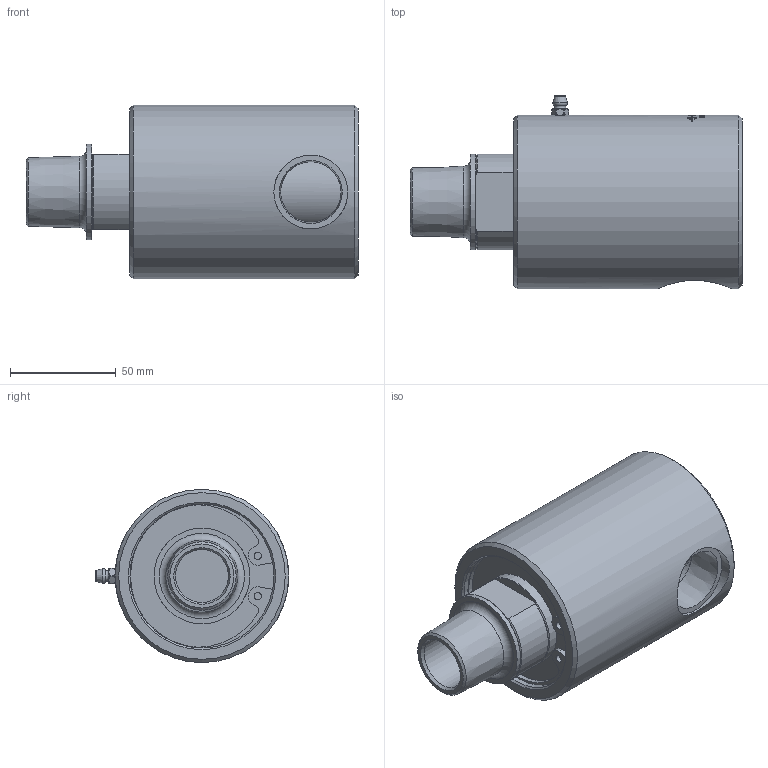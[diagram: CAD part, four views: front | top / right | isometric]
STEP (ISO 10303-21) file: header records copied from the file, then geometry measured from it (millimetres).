
FILE_DESCRIPTION(/* description */ (''),/* implementation_level */ '2;1');
FILE_NAME(/* name */ '355-021-003-IC.stp',/* time_stamp */ '2020-05-18T08:17:37-05:00',/* author */ ('Moorera'),/* organization */ (''),/* preprocessor_version */ 'ST-DEVELOPER v18.1',/* originating_system */ 'Autodesk Inventor 2020',/* authorisation */ '');
FILE_SCHEMA (('AUTOMOTIVE_DESIGN { 1 0 10303 214 3 1 1 }'));
Products named in the file (1): 355-021-003-IC
Bounding box: 157.04 x 91.41 x 82 mm (x, y, z)
Volume: 568747.2 mm3; surface area: 54581.5 mm2
Topology: 1 solids, 2 shells, 401 faces, 1085 edges, 728 vertices
Faces by surface type: bspline 195, plane 107, cylinder 57, cone 37, torus 5
Full cylindrical faces by diameter (mm): 2.005 x1, 3.444 x2, 3.5 x1, 5.359 x1, 25 x1, 28.575 x1, 35 x1, 45.3 x2, 68.1 x1, 82 x1
Entity records: 57647 total; most frequent: CARTESIAN_POINT 48372, ORIENTED_EDGE 2168, DIRECTION 1508, EDGE_CURVE 1084, VERTEX_POINT 728, AXIS2_PLACEMENT_3D 569, EDGE_LOOP 443, FACE_OUTER_BOUND 401
